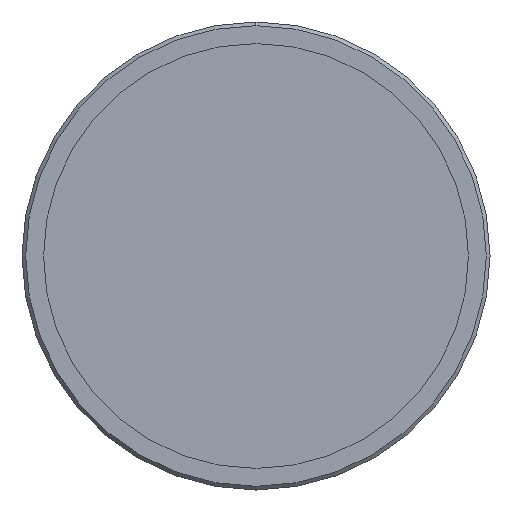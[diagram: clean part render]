
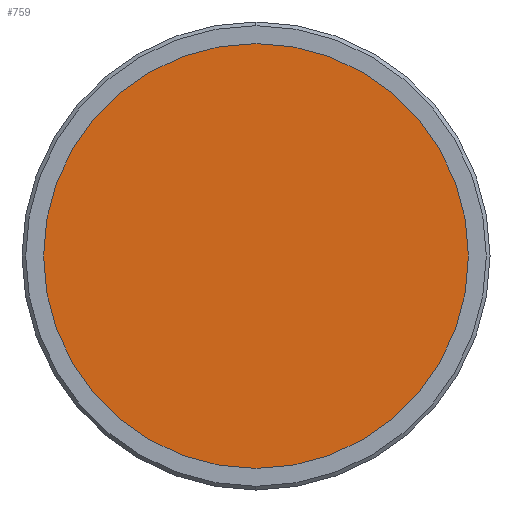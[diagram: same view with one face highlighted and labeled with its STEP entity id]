
A CAD part, left-side view. The second image highlights one B-rep face of the part: STEP entity #759.
In plain terms, the highlighted planar face has unit normal (-1, 0, 0).
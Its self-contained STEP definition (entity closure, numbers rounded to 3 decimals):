
#11 = AXIS2_PLACEMENT_3D ( 'NONE', #667, #350, #361 ) ;
#32 = EDGE_CURVE ( 'NONE', #235, #429, #756, .T. ) ;
#69 = AXIS2_PLACEMENT_3D ( 'NONE', #115, #613, #356 ) ;
#84 = ORIENTED_EDGE ( 'NONE', *, *, #32, .T. ) ;
#95 = EDGE_LOOP ( 'NONE', ( #84, #112 ) ) ;
#103 = AXIS2_PLACEMENT_3D ( 'NONE', #736, #355, #413 ) ;
#112 = ORIENTED_EDGE ( 'NONE', *, *, #442, .T. ) ;
#115 = CARTESIAN_POINT ( 'NONE',  ( -284.8, 0., 0. ) ) ;
#117 = FACE_OUTER_BOUND ( 'NONE', #95, .T. ) ;
#235 = VERTEX_POINT ( 'NONE', #632 ) ;
#294 = CARTESIAN_POINT ( 'NONE',  ( -284.8, 0., -17.25 ) ) ;
#350 = DIRECTION ( 'NONE',  ( -1., 0., 0. ) ) ;
#355 = DIRECTION ( 'NONE',  ( -1., 0., 0. ) ) ;
#356 = DIRECTION ( 'NONE',  ( 0., 0., 1. ) ) ;
#361 = DIRECTION ( 'NONE',  ( 0., 0., 1. ) ) ;
#413 = DIRECTION ( 'NONE',  ( 0., 0., 1. ) ) ;
#429 = VERTEX_POINT ( 'NONE', #294 ) ;
#442 = EDGE_CURVE ( 'NONE', #429, #235, #443, .T. ) ;
#443 = CIRCLE ( 'NONE', #11, 17.25 ) ;
#613 = DIRECTION ( 'NONE',  ( -1., 0., 0. ) ) ;
#632 = CARTESIAN_POINT ( 'NONE',  ( -284.8, 0., 17.25 ) ) ;
#667 = CARTESIAN_POINT ( 'NONE',  ( -284.8, 0., 0. ) ) ;
#736 = CARTESIAN_POINT ( 'NONE',  ( -284.8, 0., 0. ) ) ;
#737 = PLANE ( 'NONE',  #69 ) ;
#756 = CIRCLE ( 'NONE', #103, 17.25 ) ;
#759 = ADVANCED_FACE ( 'NONE', ( #117 ), #737, .T. ) ;
